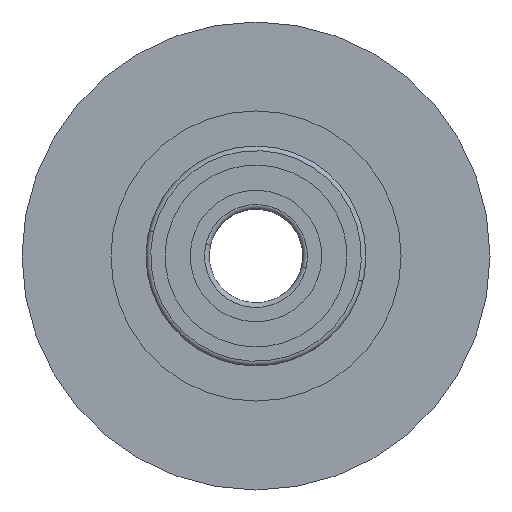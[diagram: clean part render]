
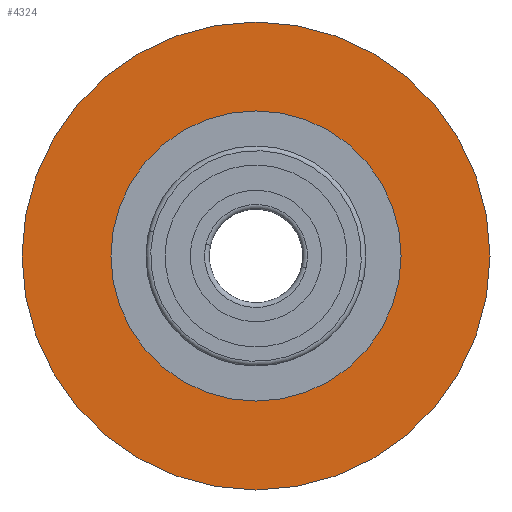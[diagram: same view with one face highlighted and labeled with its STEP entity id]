
A CAD part, left-side view. The second image highlights one B-rep face of the part: STEP entity #4324.
In plain terms, the highlighted planar face has unit normal (-1, 0, 0).
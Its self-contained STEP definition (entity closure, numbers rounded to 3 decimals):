
#69 = DIRECTION ( 'NONE',  ( 0., 0., 1. ) ) ;
#82 = CIRCLE ( 'NONE', #4484, 31. ) ;
#359 = DIRECTION ( 'NONE',  ( -1., 0., 0. ) ) ;
#398 = EDGE_CURVE ( 'NONE', #2273, #3808, #2883, .T. ) ;
#408 = CARTESIAN_POINT ( 'NONE',  ( -19., 0., -50. ) ) ;
#540 = ORIENTED_EDGE ( 'NONE', *, *, #1427, .F. ) ;
#702 = CARTESIAN_POINT ( 'NONE',  ( -19., 0., 0. ) ) ;
#811 = CARTESIAN_POINT ( 'NONE',  ( -19., 31., 0. ) ) ;
#971 = CARTESIAN_POINT ( 'NONE',  ( -19., 0., -31. ) ) ;
#1226 = DIRECTION ( 'NONE',  ( -1., 0., 0. ) ) ;
#1231 = FACE_BOUND ( 'NONE', #3525, .T. ) ;
#1427 = EDGE_CURVE ( 'NONE', #2405, #1675, #82, .T. ) ;
#1585 = DIRECTION ( 'NONE',  ( 0., 0., 1. ) ) ;
#1607 = CARTESIAN_POINT ( 'NONE',  ( -19., 0., 0. ) ) ;
#1675 = VERTEX_POINT ( 'NONE', #2541 ) ;
#1769 = EDGE_CURVE ( 'NONE', #1675, #2405, #4901, .T. ) ;
#1795 = CARTESIAN_POINT ( 'NONE',  ( -19., 0., 0. ) ) ;
#1806 = AXIS2_PLACEMENT_3D ( 'NONE', #811, #1993, #4729 ) ;
#1873 = AXIS2_PLACEMENT_3D ( 'NONE', #2331, #3482, #2753 ) ;
#1993 = DIRECTION ( 'NONE',  ( 1., 0., 0. ) ) ;
#2273 = VERTEX_POINT ( 'NONE', #4332 ) ;
#2331 = CARTESIAN_POINT ( 'NONE',  ( -19., 0., 0. ) ) ;
#2405 = VERTEX_POINT ( 'NONE', #971 ) ;
#2534 = DIRECTION ( 'NONE',  ( 0., 0., 1. ) ) ;
#2541 = CARTESIAN_POINT ( 'NONE',  ( -19., 0., 31. ) ) ;
#2753 = DIRECTION ( 'NONE',  ( 0., 0., 1. ) ) ;
#2843 = CIRCLE ( 'NONE', #3803, 50. ) ;
#2883 = CIRCLE ( 'NONE', #3608, 50. ) ;
#2999 = ORIENTED_EDGE ( 'NONE', *, *, #1769, .F. ) ;
#3206 = ORIENTED_EDGE ( 'NONE', *, *, #4808, .T. ) ;
#3482 = DIRECTION ( 'NONE',  ( -1., 0., 0. ) ) ;
#3489 = EDGE_LOOP ( 'NONE', ( #4626, #3206 ) ) ;
#3525 = EDGE_LOOP ( 'NONE', ( #2999, #540 ) ) ;
#3608 = AXIS2_PLACEMENT_3D ( 'NONE', #1607, #1226, #69 ) ;
#3641 = PLANE ( 'NONE',  #1806 ) ;
#3803 = AXIS2_PLACEMENT_3D ( 'NONE', #1795, #4478, #2534 ) ;
#3808 = VERTEX_POINT ( 'NONE', #408 ) ;
#3996 = FACE_OUTER_BOUND ( 'NONE', #3489, .T. ) ;
#4324 = ADVANCED_FACE ( 'NONE', ( #1231, #3996 ), #3641, .F. ) ;
#4332 = CARTESIAN_POINT ( 'NONE',  ( -19., 0., 50. ) ) ;
#4478 = DIRECTION ( 'NONE',  ( -1., 0., 0. ) ) ;
#4484 = AXIS2_PLACEMENT_3D ( 'NONE', #702, #359, #1585 ) ;
#4626 = ORIENTED_EDGE ( 'NONE', *, *, #398, .T. ) ;
#4729 = DIRECTION ( 'NONE',  ( 0., 0., -1. ) ) ;
#4808 = EDGE_CURVE ( 'NONE', #3808, #2273, #2843, .T. ) ;
#4901 = CIRCLE ( 'NONE', #1873, 31. ) ;
